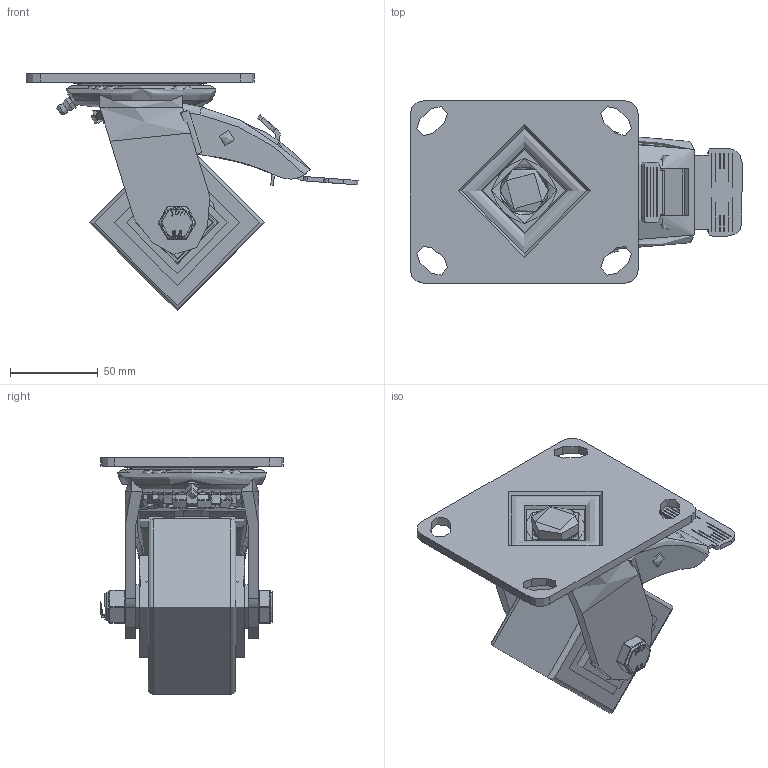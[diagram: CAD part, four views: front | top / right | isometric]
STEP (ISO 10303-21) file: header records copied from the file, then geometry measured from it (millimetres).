
FILE_DESCRIPTION(/* description */ (''),/* implementation_level */ '2;1');
FILE_NAME(/* name */ 'VSL100PTJP05SWB.step',/* time_stamp */ '2025-07-03T14:04:21+01:00',/* author */ (''),/* organization */ (''),/* preprocessor_version */ 'ST-DEVELOPER v20.1',/* originating_system */ 'Autodesk Translation Framework v14.10.0.0',/* authorisation */ '');
FILE_SCHEMA (('AUTOMOTIVE_DESIGN { 1 0 10303 214 3 1 1 }'));
Products named in the file (91): VSL100PTJP05SWB; VSL100ASSYP05SWB - 64 v1; 4X2-ZT_ASM_5_ASM_ASM_1_ASM; 8X2DABOPANG_S_7_2_1; 8DAGANGQIU_S_7_1_ASM_ASM_1_ASM; MANIFOLD_SOLID_BREP_2888_1; MANIFOLD_SOLID_BREP_2927_1; MANIFOLD_SOLID_BREP_2966_1; MANIFOLD_SOLID_BREP_3005_1; MANIFOLD_SOLID_BREP_3044_1; MANIFOLD_SOLID_BREP_3083_1; MANIFOLD_SOLID_BREP_3122_1; MANIFOLD_SOLID_BREP_3161_1; MANIFOLD_SOLID_BREP_3200_1; MANIFOLD_SOLID_BREP_3239_1; MANIFOLD_SOLID_BREP_3278_1; MANIFOLD_SOLID_BREP_3317_1; MANIFOLD_SOLID_BREP_3356_1; MANIFOLD_SOLID_BREP_3395_1; MANIFOLD_SOLID_BREP_3434_1; MANIFOLD_SOLID_BREP_3473_1; MANIFOLD_SOLID_BREP_3512_1; MANIFOLD_SOLID_BREP_3551_1; MANIFOLD_SOLID_BREP_3590_1; MANIFOLD_SOLID_BREP_3629_1; MANIFOLD_SOLID_BREP_3668_1; MANIFOLD_SOLID_BREP_3707_1; MANIFOLD_SOLID_BREP_3746_1; 6BJ_S_7_1_ASM_ASM_1_ASM; MANIFOLD_SOLID_BREP_3813_1; MANIFOLD_SOLID_BREP_3852_1; MANIFOLD_SOLID_BREP_3891_1; MANIFOLD_SOLID_BREP_3930_1; MANIFOLD_SOLID_BREP_3969_1; MANIFOLD_SOLID_BREP_4008_1; MANIFOLD_SOLID_BREP_4047_1; MANIFOLD_SOLID_BREP_4086_1; MANIFOLD_SOLID_BREP_4125_1; MANIFOLD_SOLID_BREP_4164_1; MANIFOLD_SOLID_BREP_4203_1 ...
Assembly tree (104 placements, depth 6):
  VSL100PTJP05SWB
    VSL100ASSYP05SWB - 64 v1
      4X2-ZT_ASM_5_ASM_ASM_1_ASM
        8X2DABOPANG_S_7_2_1
        8DAGANGQIU_S_7_1_ASM_ASM_1_ASM
          MANIFOLD_SOLID_BREP_2888_1
          MANIFOLD_SOLID_BREP_2927_1
          MANIFOLD_SOLID_BREP_2966_1
          MANIFOLD_SOLID_BREP_3005_1
          MANIFOLD_SOLID_BREP_3044_1
          MANIFOLD_SOLID_BREP_3083_1
          MANIFOLD_SOLID_BREP_3122_1
          MANIFOLD_SOLID_BREP_3161_1
          MANIFOLD_SOLID_BREP_3200_1
          MANIFOLD_SOLID_BREP_3239_1
          MANIFOLD_SOLID_BREP_3278_1
          MANIFOLD_SOLID_BREP_3317_1
          MANIFOLD_SOLID_BREP_3356_1
          MANIFOLD_SOLID_BREP_3395_1
          MANIFOLD_SOLID_BREP_3434_1
          MANIFOLD_SOLID_BREP_3473_1
          MANIFOLD_SOLID_BREP_3512_1
          MANIFOLD_SOLID_BREP_3551_1
          MANIFOLD_SOLID_BREP_3590_1
          MANIFOLD_SOLID_BREP_3629_1
          MANIFOLD_SOLID_BREP_3668_1
          MANIFOLD_SOLID_BREP_3707_1
          MANIFOLD_SOLID_BREP_3746_1
        6BJ_S_7_1_ASM_ASM_1_ASM
          MANIFOLD_SOLID_BREP_3813_1
          MANIFOLD_SOLID_BREP_3852_1
          MANIFOLD_SOLID_BREP_3891_1
          MANIFOLD_SOLID_BREP_3930_1
          MANIFOLD_SOLID_BREP_3969_1
          MANIFOLD_SOLID_BREP_4008_1
          MANIFOLD_SOLID_BREP_4047_1
          MANIFOLD_SOLID_BREP_4086_1
          MANIFOLD_SOLID_BREP_4125_1
          MANIFOLD_SOLID_BREP_4164_1
          MANIFOLD_SOLID_BREP_4203_1
          MANIFOLD_SOLID_BREP_4242_1
          MANIFOLD_SOLID_BREP_4281_1
          MANIFOLD_SOLID_BREP_4320_1
          MANIFOLD_SOLID_BREP_4359_1
          MANIFOLD_SOLID_BREP_4398_1
          MANIFOLD_SOLID_BREP_4437_1
          MANIFOLD_SOLID_BREP_4476_1
          MANIFOLD_SOLID_BREP_4515_1
          MANIFOLD_SOLID_BREP_4554_1
          MANIFOLD_SOLID_BREP_4593_1
        8X2XIAOBOPANG1_S_7_2_1
        4-10-FK_1_1
        M14-LS_S_7_1_1
        M14-LM_S_7_1_1
        ASM0001_ASM_2_ASM_3_ASM_ASM_1_ASM
          5X2-ZHONG-XING-SHA-HE_4_3_1
          125MD_7_2_1_1
          125MP_7_3_1_1
          DG150-SW_7_2_1_1
        din_71412_a_m6_x_1_0_7er_6kt v1
Bounding box: 189 x 104.01 x 135 mm (x, y, z)
Volume: 570562.4 mm3; surface area: 219768.9 mm2
Topology: 91 solids, 91 shells, 1536 faces, 4001 edges, 2653 vertices
Faces by surface type: plane 681, cylinder 327, bspline 313, sphere 113, cone 69, torus 33
Full cylindrical faces by diameter (mm): 6 x2, 6.5 x2, 9 x2, 9.836 x16, 11.834 x16, 12 x3, 12.2 x2, 13 x2, 14 x5, 16 x8, 16.2 x1, 16.3 x1, 17.75 x1, 18.5 x1, 19.8 x2, 20 x2, 21 x1, 25 x3, 27 x2, 28.5 x8, 30.8 x4, 31.3 x4, 34 x1, 40.3 x4, 40.5 x4, 40.8 x4, 42 x10, 44 x1, 47 x4, 58 x2
Entity records: 68156 total; most frequent: CARTESIAN_POINT 30350, ORIENTED_EDGE 7662, DIRECTION 6677, EDGE_CURVE 3831, VERTEX_POINT 2623, AXIS2_PLACEMENT_3D 2426, LINE 1825, VECTOR 1825
